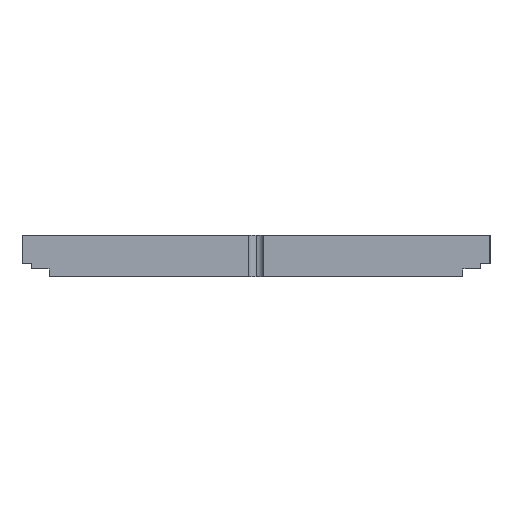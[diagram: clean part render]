
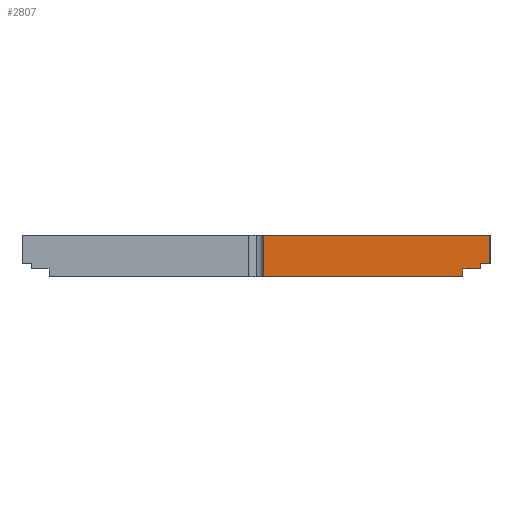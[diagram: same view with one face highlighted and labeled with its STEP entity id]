
A CAD part, left-side view. The second image highlights one B-rep face of the part: STEP entity #2807.
In plain terms, the highlighted planar face has unit normal (-1, 0, 0).
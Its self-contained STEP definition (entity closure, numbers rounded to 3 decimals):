
#87 = CARTESIAN_POINT ( 'NONE',  ( 0., -3., 8. ) ) ;
#144 = VECTOR ( 'NONE', #760, 1000. ) ;
#244 = VECTOR ( 'NONE', #2526, 1000. ) ;
#248 = CARTESIAN_POINT ( 'NONE',  ( 0., -46.5, 8. ) ) ;
#264 = DIRECTION ( 'NONE',  ( 0., 1., 0. ) ) ;
#294 = CARTESIAN_POINT ( 'NONE',  ( 0., -3., 0. ) ) ;
#300 = VERTEX_POINT ( 'NONE', #2743 ) ;
#371 = ORIENTED_EDGE ( 'NONE', *, *, #1966, .F. ) ;
#488 = LINE ( 'NONE', #1772, #2297 ) ;
#506 = VERTEX_POINT ( 'NONE', #2495 ) ;
#513 = DIRECTION ( 'NONE',  ( 0., 0., 1. ) ) ;
#689 = PLANE ( 'NONE',  #917 ) ;
#748 = DIRECTION ( 'NONE',  ( -1., 0., 0. ) ) ;
#760 = DIRECTION ( 'NONE',  ( 0., 0., -1. ) ) ;
#816 = LINE ( 'NONE', #2390, #2290 ) ;
#917 = AXIS2_PLACEMENT_3D ( 'NONE', #2567, #748, #513 ) ;
#939 = VECTOR ( 'NONE', #2399, 1000. ) ;
#976 = EDGE_CURVE ( 'NONE', #506, #300, #2070, .T. ) ;
#1098 = CARTESIAN_POINT ( 'NONE',  ( 0., -44.7, 1.5 ) ) ;
#1139 = VECTOR ( 'NONE', #1215, 1000. ) ;
#1152 = EDGE_CURVE ( 'NONE', #1853, #1983, #2320, .T. ) ;
#1174 = CARTESIAN_POINT ( 'NONE',  ( 0., -46.5, 8. ) ) ;
#1209 = VERTEX_POINT ( 'NONE', #2963 ) ;
#1215 = DIRECTION ( 'NONE',  ( 0., 1., 0. ) ) ;
#1218 = VECTOR ( 'NONE', #1259, 1000. ) ;
#1259 = DIRECTION ( 'NONE',  ( 0., 0., 1. ) ) ;
#1275 = EDGE_CURVE ( 'NONE', #1598, #2764, #1877, .T. ) ;
#1305 = ORIENTED_EDGE ( 'NONE', *, *, #1436, .F. ) ;
#1365 = FACE_OUTER_BOUND ( 'NONE', #1614, .T. ) ;
#1417 = CARTESIAN_POINT ( 'NONE',  ( 0., -44.7, 2.5 ) ) ;
#1420 = ORIENTED_EDGE ( 'NONE', *, *, #2874, .F. ) ;
#1436 = EDGE_CURVE ( 'NONE', #300, #1983, #2470, .T. ) ;
#1457 = EDGE_CURVE ( 'NONE', #2764, #2064, #1608, .T. ) ;
#1492 = VECTOR ( 'NONE', #2126, 1000. ) ;
#1567 = CARTESIAN_POINT ( 'NONE',  ( 0., -46.5, 2.5 ) ) ;
#1598 = VERTEX_POINT ( 'NONE', #1567 ) ;
#1608 = LINE ( 'NONE', #2890, #939 ) ;
#1614 = EDGE_LOOP ( 'NONE', ( #1927, #2848, #1700, #2218, #1305, #2831, #371, #1420 ) ) ;
#1700 = ORIENTED_EDGE ( 'NONE', *, *, #2469, .F. ) ;
#1772 = CARTESIAN_POINT ( 'NONE',  ( 0., -41.3, 1.5 ) ) ;
#1853 = VERTEX_POINT ( 'NONE', #248 ) ;
#1877 = LINE ( 'NONE', #1417, #1492 ) ;
#1927 = ORIENTED_EDGE ( 'NONE', *, *, #1457, .F. ) ;
#1966 = EDGE_CURVE ( 'NONE', #1209, #506, #488, .T. ) ;
#1983 = VERTEX_POINT ( 'NONE', #87 ) ;
#2064 = VERTEX_POINT ( 'NONE', #1098 ) ;
#2070 = LINE ( 'NONE', #2539, #244 ) ;
#2126 = DIRECTION ( 'NONE',  ( 0., 1., 0. ) ) ;
#2218 = ORIENTED_EDGE ( 'NONE', *, *, #1152, .T. ) ;
#2227 = DIRECTION ( 'NONE',  ( 0., 0., -1. ) ) ;
#2290 = VECTOR ( 'NONE', #264, 1000. ) ;
#2297 = VECTOR ( 'NONE', #2227, 1000. ) ;
#2320 = LINE ( 'NONE', #1174, #1139 ) ;
#2390 = CARTESIAN_POINT ( 'NONE',  ( 0., -44.7, 1.5 ) ) ;
#2399 = DIRECTION ( 'NONE',  ( 0., 0., -1. ) ) ;
#2438 = CARTESIAN_POINT ( 'NONE',  ( 0., -46.5, 8. ) ) ;
#2469 = EDGE_CURVE ( 'NONE', #1853, #1598, #2618, .T. ) ;
#2470 = LINE ( 'NONE', #294, #1218 ) ;
#2495 = CARTESIAN_POINT ( 'NONE',  ( 0., -41.3, 0. ) ) ;
#2526 = DIRECTION ( 'NONE',  ( 0., 1., 0. ) ) ;
#2539 = CARTESIAN_POINT ( 'NONE',  ( 0., -46.5, 0. ) ) ;
#2567 = CARTESIAN_POINT ( 'NONE',  ( 0., -46.5, 8. ) ) ;
#2618 = LINE ( 'NONE', #2438, #144 ) ;
#2743 = CARTESIAN_POINT ( 'NONE',  ( 0., -3., 0. ) ) ;
#2764 = VERTEX_POINT ( 'NONE', #2827 ) ;
#2807 = ADVANCED_FACE ( 'NONE', ( #1365 ), #689, .T. ) ;
#2827 = CARTESIAN_POINT ( 'NONE',  ( 0., -44.7, 2.5 ) ) ;
#2831 = ORIENTED_EDGE ( 'NONE', *, *, #976, .F. ) ;
#2848 = ORIENTED_EDGE ( 'NONE', *, *, #1275, .F. ) ;
#2874 = EDGE_CURVE ( 'NONE', #2064, #1209, #816, .T. ) ;
#2890 = CARTESIAN_POINT ( 'NONE',  ( 0., -44.7, 1.5 ) ) ;
#2963 = CARTESIAN_POINT ( 'NONE',  ( 0., -41.3, 1.5 ) ) ;
